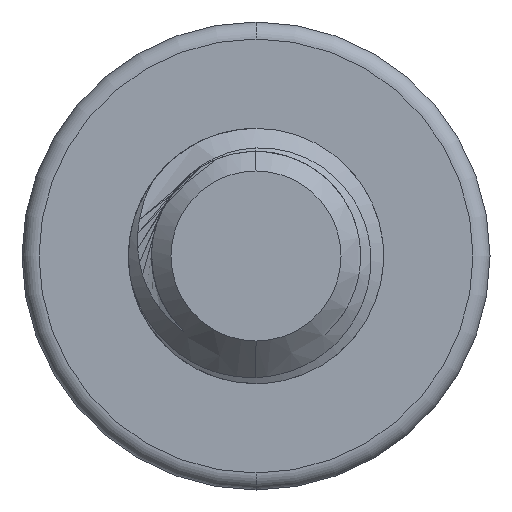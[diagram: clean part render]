
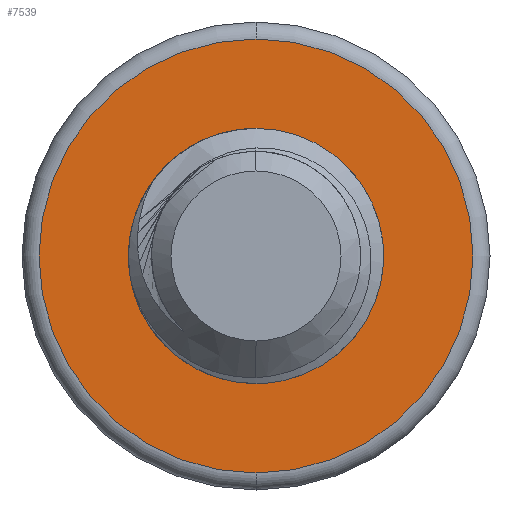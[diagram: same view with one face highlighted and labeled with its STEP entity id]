
A CAD part, front view. The second image highlights one B-rep face of the part: STEP entity #7539.
In plain terms, the highlighted planar face has unit normal (0, -1, 0).
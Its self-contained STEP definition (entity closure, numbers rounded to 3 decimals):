
#249 = ORIENTED_EDGE ( 'NONE', *, *, #6764, .T. ) ;
#259 = AXIS2_PLACEMENT_3D ( 'NONE', #1800, #5235, #5354 ) ;
#290 = EDGE_CURVE ( 'NONE', #7768, #3389, #3624, .T. ) ;
#492 = CARTESIAN_POINT ( 'NONE',  ( 0., 60., 0. ) ) ;
#526 = DIRECTION ( 'NONE',  ( 0., -1., 0. ) ) ;
#681 = DIRECTION ( 'NONE',  ( 0., 0., 1. ) ) ;
#846 = DIRECTION ( 'NONE',  ( 0., 0., 1. ) ) ;
#888 = FACE_BOUND ( 'NONE', #7423, .T. ) ;
#1406 = CIRCLE ( 'NONE', #259, 1.5 ) ;
#1800 = CARTESIAN_POINT ( 'NONE',  ( 0., 60., 0. ) ) ;
#2166 = ORIENTED_EDGE ( 'NONE', *, *, #8641, .T. ) ;
#2479 = AXIS2_PLACEMENT_3D ( 'NONE', #492, #3241, #2687 ) ;
#2687 = DIRECTION ( 'NONE',  ( 0., 0., 1. ) ) ;
#2734 = CARTESIAN_POINT ( 'NONE',  ( 0., 60., 1.5 ) ) ;
#2922 = PLANE ( 'NONE',  #6901 ) ;
#2926 = VERTEX_POINT ( 'NONE', #6411 ) ;
#3241 = DIRECTION ( 'NONE',  ( 0., -1., 0. ) ) ;
#3389 = VERTEX_POINT ( 'NONE', #6399 ) ;
#3435 = DIRECTION ( 'NONE',  ( 0., 1., 0. ) ) ;
#3548 = CIRCLE ( 'NONE', #7564, 1.5 ) ;
#3624 = CIRCLE ( 'NONE', #8653, 2.55 ) ;
#4503 = CIRCLE ( 'NONE', #2479, 2.55 ) ;
#5006 = FACE_OUTER_BOUND ( 'NONE', #5949, .T. ) ;
#5073 = VERTEX_POINT ( 'NONE', #2734 ) ;
#5178 = CARTESIAN_POINT ( 'NONE',  ( 0., 60., 2.55 ) ) ;
#5235 = DIRECTION ( 'NONE',  ( 0., 1., 0. ) ) ;
#5354 = DIRECTION ( 'NONE',  ( 0., 0., 1. ) ) ;
#5376 = CARTESIAN_POINT ( 'NONE',  ( 0., 60., 0. ) ) ;
#5949 = EDGE_LOOP ( 'NONE', ( #8133, #249 ) ) ;
#6203 = ORIENTED_EDGE ( 'NONE', *, *, #7099, .T. ) ;
#6399 = CARTESIAN_POINT ( 'NONE',  ( 0., 60., -2.55 ) ) ;
#6411 = CARTESIAN_POINT ( 'NONE',  ( 0., 60., -1.5 ) ) ;
#6764 = EDGE_CURVE ( 'NONE', #3389, #7768, #4503, .T. ) ;
#6901 = AXIS2_PLACEMENT_3D ( 'NONE', #8460, #6988, #846 ) ;
#6988 = DIRECTION ( 'NONE',  ( 0., 1., 0. ) ) ;
#7099 = EDGE_CURVE ( 'NONE', #2926, #5073, #1406, .T. ) ;
#7423 = EDGE_LOOP ( 'NONE', ( #6203, #2166 ) ) ;
#7539 = ADVANCED_FACE ( 'NONE', ( #5006, #888 ), #2922, .F. ) ;
#7564 = AXIS2_PLACEMENT_3D ( 'NONE', #5376, #3435, #681 ) ;
#7768 = VERTEX_POINT ( 'NONE', #5178 ) ;
#8133 = ORIENTED_EDGE ( 'NONE', *, *, #290, .T. ) ;
#8460 = CARTESIAN_POINT ( 'NONE',  ( 0., 60., 0. ) ) ;
#8641 = EDGE_CURVE ( 'NONE', #5073, #2926, #3548, .T. ) ;
#8653 = AXIS2_PLACEMENT_3D ( 'NONE', #8769, #526, #8815 ) ;
#8769 = CARTESIAN_POINT ( 'NONE',  ( 0., 60., 0. ) ) ;
#8815 = DIRECTION ( 'NONE',  ( 0., 0., 1. ) ) ;
